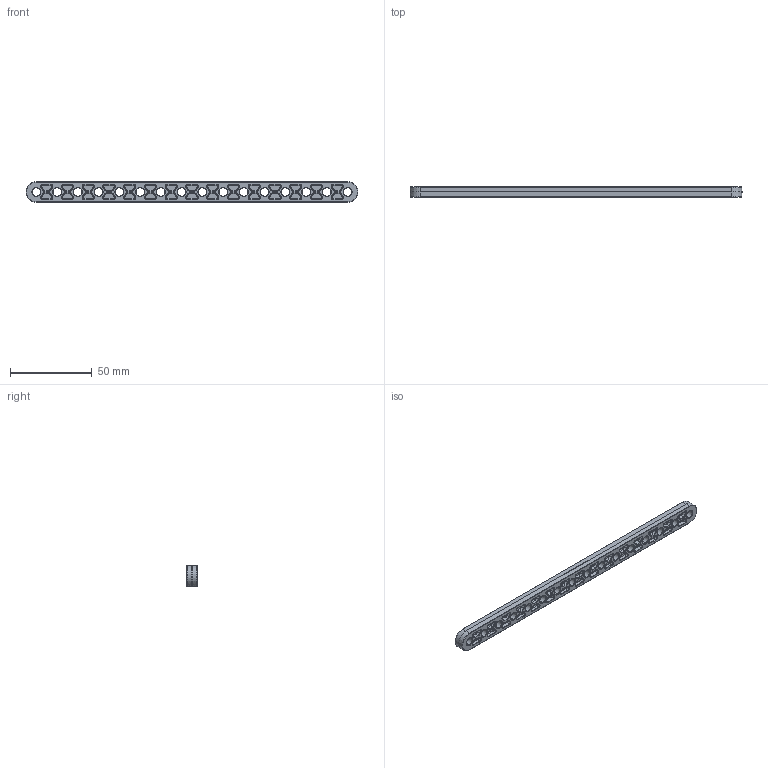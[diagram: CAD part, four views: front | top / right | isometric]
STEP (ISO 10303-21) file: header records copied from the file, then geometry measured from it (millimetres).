
FILE_DESCRIPTION (( 'STEP AP214' ), '1' );
FILE_NAME ('am-5011_1x16 RoBits 1×16 Beam.STEP', '2023-03-23T20:55:28', ( '' ), ( '' ), 'SwSTEP 2.0', 'SolidWorks 2022', '' );
FILE_SCHEMA (( 'AUTOMOTIVE_DESIGN' ));
Length unit declared in the file: inch
Products named in the file (1): am-5011_1x16 RoBits 1×16 Beam
Bounding box: 203.2 x 6.35 x 12.7 mm (x, y, z)
Volume: 11171.7 mm3; surface area: 10822.6 mm2
Topology: 1 solids, 1 shells, 1618 faces, 3632 edges, 2076 vertices
Faces by surface type: torus 790, cone 363, cylinder 279, plane 186
Entity records: 45390 total; most frequent: DIRECTION 9472, CARTESIAN_POINT 7373, ORIENTED_EDGE 7264, AXIS2_PLACEMENT_3D 4231, EDGE_CURVE 3632, CIRCLE 2612, VERTEX_POINT 2076, EDGE_LOOP 1710
